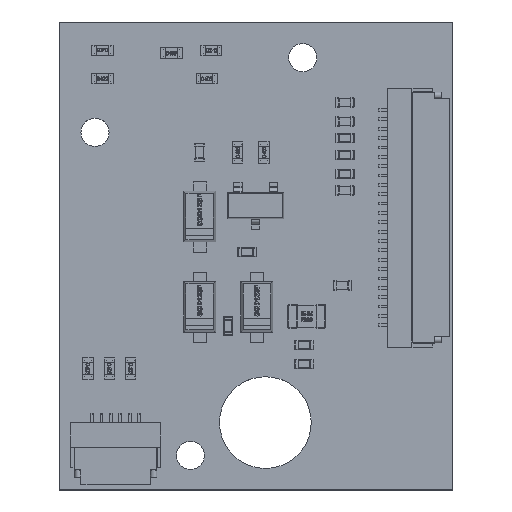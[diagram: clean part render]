
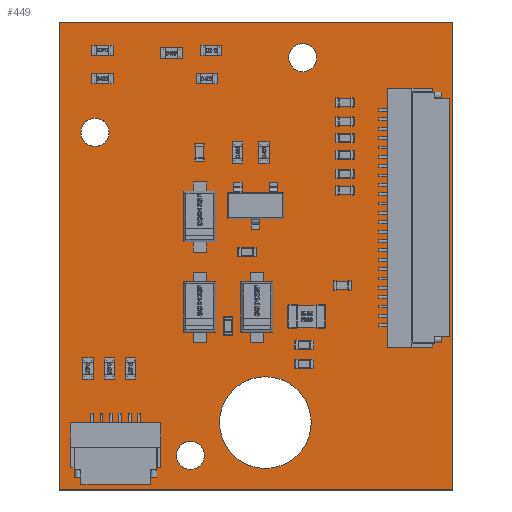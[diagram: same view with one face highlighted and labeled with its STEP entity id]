
A CAD part, top view. The second image highlights one B-rep face of the part: STEP entity #449.
In plain terms, the highlighted planar face has unit normal (0, 0, 1).
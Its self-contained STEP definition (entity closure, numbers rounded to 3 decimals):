
#176 = VERTEX_POINT('',#177);
#177 = CARTESIAN_POINT('',(0.,0.,1.016));
#183 = EDGE_CURVE('',#176,#184,#186,.T.);
#184 = VERTEX_POINT('',#185);
#185 = CARTESIAN_POINT('',(0.,25.,1.016));
#186 = LINE('',#187,#188);
#187 = CARTESIAN_POINT('',(0.,0.,1.016));
#188 = VECTOR('',#189,1.);
#189 = DIRECTION('',(0.,1.,0.));
#214 = EDGE_CURVE('',#184,#215,#217,.T.);
#215 = VERTEX_POINT('',#216);
#216 = CARTESIAN_POINT('',(21.,25.,1.016));
#217 = LINE('',#218,#219);
#218 = CARTESIAN_POINT('',(0.,25.,1.016));
#219 = VECTOR('',#220,1.);
#220 = DIRECTION('',(1.,0.,0.));
#245 = EDGE_CURVE('',#215,#246,#248,.T.);
#246 = VERTEX_POINT('',#247);
#247 = CARTESIAN_POINT('',(21.,0.,1.016));
#248 = LINE('',#249,#250);
#249 = CARTESIAN_POINT('',(21.,25.,1.016));
#250 = VECTOR('',#251,1.);
#251 = DIRECTION('',(0.,-1.,0.));
#276 = EDGE_CURVE('',#246,#176,#277,.T.);
#277 = LINE('',#278,#279);
#278 = CARTESIAN_POINT('',(21.,0.,1.016));
#279 = VECTOR('',#280,1.);
#280 = DIRECTION('',(-1.,0.,0.));
#300 = VERTEX_POINT('',#301);
#301 = CARTESIAN_POINT('',(7.75,1.85,1.016));
#307 = EDGE_CURVE('',#300,#300,#308,.T.);
#308 = CIRCLE('',#309,0.75);
#309 = AXIS2_PLACEMENT_3D('',#310,#311,#312);
#310 = CARTESIAN_POINT('',(7.,1.85,1.016));
#311 = DIRECTION('',(0.,0.,1.));
#312 = DIRECTION('',(1.,0.,0.));
#333 = VERTEX_POINT('',#334);
#334 = CARTESIAN_POINT('',(2.65,19.1,1.016));
#340 = EDGE_CURVE('',#333,#333,#341,.T.);
#341 = CIRCLE('',#342,0.75);
#342 = AXIS2_PLACEMENT_3D('',#343,#344,#345);
#343 = CARTESIAN_POINT('',(1.9,19.1,1.016));
#344 = DIRECTION('',(0.,0.,1.));
#345 = DIRECTION('',(1.,0.,0.));
#366 = VERTEX_POINT('',#367);
#367 = CARTESIAN_POINT('',(13.45,3.6,1.016));
#373 = EDGE_CURVE('',#366,#366,#374,.T.);
#374 = CIRCLE('',#375,2.45);
#375 = AXIS2_PLACEMENT_3D('',#376,#377,#378);
#376 = CARTESIAN_POINT('',(11.,3.6,1.016));
#377 = DIRECTION('',(0.,0.,1.));
#378 = DIRECTION('',(1.,0.,0.));
#399 = VERTEX_POINT('',#400);
#400 = CARTESIAN_POINT('',(13.75,23.1,1.016));
#406 = EDGE_CURVE('',#399,#399,#407,.T.);
#407 = CIRCLE('',#408,0.75);
#408 = AXIS2_PLACEMENT_3D('',#409,#410,#411);
#409 = CARTESIAN_POINT('',(13.,23.1,1.016));
#410 = DIRECTION('',(0.,0.,1.));
#411 = DIRECTION('',(1.,0.,0.));
#449 = ADVANCED_FACE('',(#450,#456,#459,#462,#465),#468,.T.);
#450 = FACE_BOUND('',#451,.F.);
#451 = EDGE_LOOP('',(#452,#453,#454,#455));
#452 = ORIENTED_EDGE('',*,*,#183,.T.);
#453 = ORIENTED_EDGE('',*,*,#214,.T.);
#454 = ORIENTED_EDGE('',*,*,#245,.T.);
#455 = ORIENTED_EDGE('',*,*,#276,.T.);
#456 = FACE_BOUND('',#457,.T.);
#457 = EDGE_LOOP('',(#458));
#458 = ORIENTED_EDGE('',*,*,#307,.F.);
#459 = FACE_BOUND('',#460,.T.);
#460 = EDGE_LOOP('',(#461));
#461 = ORIENTED_EDGE('',*,*,#340,.F.);
#462 = FACE_BOUND('',#463,.T.);
#463 = EDGE_LOOP('',(#464));
#464 = ORIENTED_EDGE('',*,*,#373,.F.);
#465 = FACE_BOUND('',#466,.T.);
#466 = EDGE_LOOP('',(#467));
#467 = ORIENTED_EDGE('',*,*,#406,.F.);
#468 = PLANE('',#469);
#469 = AXIS2_PLACEMENT_3D('',#470,#471,#472);
#470 = CARTESIAN_POINT('',(0.,0.,1.016));
#471 = DIRECTION('',(0.,0.,1.));
#472 = DIRECTION('',(1.,0.,0.));
